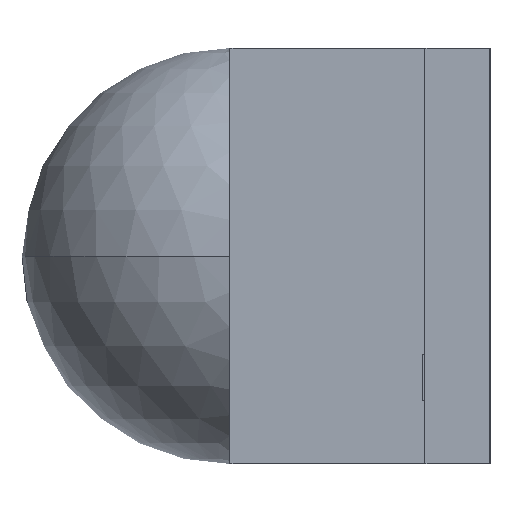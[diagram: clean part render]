
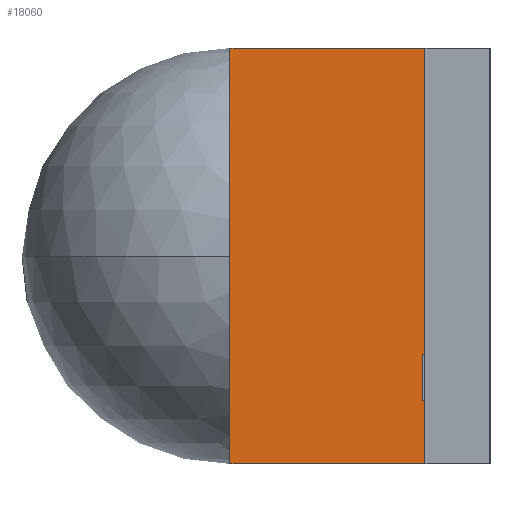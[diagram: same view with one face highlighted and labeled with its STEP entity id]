
A CAD part, left-side view. The second image highlights one B-rep face of the part: STEP entity #18060.
In plain terms, the highlighted planar face has unit normal (-1, 0, 0).
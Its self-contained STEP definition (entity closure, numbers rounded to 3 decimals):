
#14940 = CARTESIAN_POINT ( 'NONE',  ( -0.8, 0.875, -0.8 ) ) ;
#14945 = DIRECTION ( 'NONE',  ( 0., 1., 0. ) ) ;
#14946 = DIRECTION ( 'NONE',  ( 1., 0., 0. ) ) ;
#14947 = CARTESIAN_POINT ( 'NONE',  ( -0.8, -2.794, 0.8 ) ) ;
#14948 = AXIS2_PLACEMENT_3D ( 'NONE', #14947, #14946, #14945 ) ;
#14950 = PLANE ( 'NONE',  #14948 ) ;
#14965 = FACE_OUTER_BOUND ( 'NONE', #18053, .T. ) ;
#15110 = CARTESIAN_POINT ( 'NONE',  ( -0.8, 0.875, 0.8 ) ) ;
#15115 = DIRECTION ( 'NONE',  ( 0., 0., -1. ) ) ;
#15116 = VECTOR ( 'NONE', #15115, 1000. ) ;
#15117 = CARTESIAN_POINT ( 'NONE',  ( -0.8, 0.875, 0.8 ) ) ;
#15118 = LINE ( 'NONE', #15117, #15116 ) ;
#15123 = CARTESIAN_POINT ( 'NONE',  ( -0.8, 0.125, -0.8 ) ) ;
#15124 = DIRECTION ( 'NONE',  ( 0., -1., 0. ) ) ;
#15125 = VECTOR ( 'NONE', #15124, 1000. ) ;
#15126 = CARTESIAN_POINT ( 'NONE',  ( -0.8, -2.794, 0.8 ) ) ;
#15127 = LINE ( 'NONE', #15126, #15125 ) ;
#15128 = DIRECTION ( 'NONE',  ( 0., -1., 0. ) ) ;
#15129 = VECTOR ( 'NONE', #15128, 1000. ) ;
#15130 = CARTESIAN_POINT ( 'NONE',  ( -0.8, -2.794, -0.8 ) ) ;
#15131 = LINE ( 'NONE', #15130, #15129 ) ;
#15132 = CARTESIAN_POINT ( 'NONE',  ( -0.8, 0.125, 0.8 ) ) ;
#15133 = DIRECTION ( 'NONE',  ( 0., 0., -1. ) ) ;
#15134 = VECTOR ( 'NONE', #15133, 1000. ) ;
#15135 = CARTESIAN_POINT ( 'NONE',  ( -0.8, 0.125, 0.8 ) ) ;
#15136 = LINE ( 'NONE', #15135, #15134 ) ;
#18050 = VERTEX_POINT ( 'NONE', #14940 ) ;
#18053 = EDGE_LOOP ( 'NONE', ( #18109, #18112, #18110, #18114 ) ) ;
#18060 = ADVANCED_FACE ( 'NONE', ( #14965 ), #14950, .F. ) ;
#18107 = EDGE_CURVE ( 'NONE', #18108, #18115, #15136, .T. ) ;
#18108 = VERTEX_POINT ( 'NONE', #15132 ) ;
#18109 = ORIENTED_EDGE ( 'NONE', *, *, #18111, .T. ) ;
#18110 = ORIENTED_EDGE ( 'NONE', *, *, #18113, .F. ) ;
#18111 = EDGE_CURVE ( 'NONE', #18050, #18115, #15131, .T. ) ;
#18112 = ORIENTED_EDGE ( 'NONE', *, *, #18107, .F. ) ;
#18113 = EDGE_CURVE ( 'NONE', #18123, #18108, #15127, .T. ) ;
#18114 = ORIENTED_EDGE ( 'NONE', *, *, #18121, .T. ) ;
#18115 = VERTEX_POINT ( 'NONE', #15123 ) ;
#18121 = EDGE_CURVE ( 'NONE', #18123, #18050, #15118, .T. ) ;
#18123 = VERTEX_POINT ( 'NONE', #15110 ) ;
